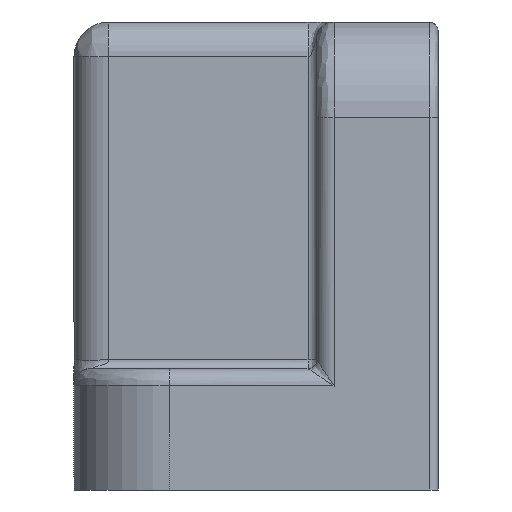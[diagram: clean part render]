
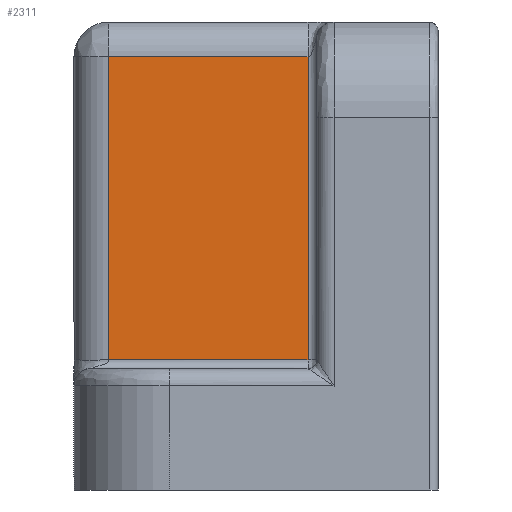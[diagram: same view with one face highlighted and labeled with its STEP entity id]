
A CAD part, front view. The second image highlights one B-rep face of the part: STEP entity #2311.
In plain terms, the highlighted planar face has unit normal (0, -1, 0).
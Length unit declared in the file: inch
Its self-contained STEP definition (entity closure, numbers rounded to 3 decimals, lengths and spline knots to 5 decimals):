
#85 = LINE ( 'NONE', #3247, #4665 ) ;
#150 = EDGE_CURVE ( 'NONE', #4208, #3056, #85, .T. ) ;
#245 = EDGE_LOOP ( 'NONE', ( #2863, #6286, #4470, #9783 ) ) ;
#354 = CARTESIAN_POINT ( 'NONE',  ( -0.41339, 0., 0.29528 ) ) ;
#1926 = VECTOR ( 'NONE', #3517, 39.37008 ) ;
#2169 = CARTESIAN_POINT ( 'NONE',  ( -0.41339, 0., 1.06299 ) ) ;
#2311 = ADVANCED_FACE ( 'NONE', ( #9968 ), #6033, .F. ) ;
#2537 = CARTESIAN_POINT ( 'NONE',  ( -0.33465, 0., 1.06299 ) ) ;
#2850 = DIRECTION ( 'NONE',  ( 0., 0., 1. ) ) ;
#2863 = ORIENTED_EDGE ( 'NONE', *, *, #4325, .F. ) ;
#2872 = EDGE_CURVE ( 'NONE', #4842, #4208, #3682, .T. ) ;
#2930 = VECTOR ( 'NONE', #9665, 39.37008 ) ;
#3056 = VERTEX_POINT ( 'NONE', #3256 ) ;
#3059 = DIRECTION ( 'NONE',  ( 0., 1., 0. ) ) ;
#3247 = CARTESIAN_POINT ( 'NONE',  ( 0.11811, 0., 1.06299 ) ) ;
#3256 = CARTESIAN_POINT ( 'NONE',  ( 0.11811, 0., 0.29528 ) ) ;
#3517 = DIRECTION ( 'NONE',  ( -1., 0., 0. ) ) ;
#3682 = LINE ( 'NONE', #5217, #7612 ) ;
#3991 = CARTESIAN_POINT ( 'NONE',  ( 0.11811, 0., 0.98425 ) ) ;
#4208 = VERTEX_POINT ( 'NONE', #3991 ) ;
#4325 = EDGE_CURVE ( 'NONE', #7367, #4842, #4338, .T. ) ;
#4338 = LINE ( 'NONE', #2537, #2930 ) ;
#4391 = EDGE_CURVE ( 'NONE', #3056, #7367, #5111, .T. ) ;
#4470 = ORIENTED_EDGE ( 'NONE', *, *, #150, .F. ) ;
#4665 = VECTOR ( 'NONE', #9542, 39.37008 ) ;
#4806 = CARTESIAN_POINT ( 'NONE',  ( -0.33465, 0., 0.29528 ) ) ;
#4842 = VERTEX_POINT ( 'NONE', #5943 ) ;
#5111 = LINE ( 'NONE', #354, #1926 ) ;
#5217 = CARTESIAN_POINT ( 'NONE',  ( -0.41339, 0., 0.98425 ) ) ;
#5943 = CARTESIAN_POINT ( 'NONE',  ( -0.33465, 0., 0.98425 ) ) ;
#6033 = PLANE ( 'NONE',  #6284 ) ;
#6092 = DIRECTION ( 'NONE',  ( 1., 0., 0. ) ) ;
#6284 = AXIS2_PLACEMENT_3D ( 'NONE', #2169, #3059, #2850 ) ;
#6286 = ORIENTED_EDGE ( 'NONE', *, *, #4391, .F. ) ;
#7367 = VERTEX_POINT ( 'NONE', #4806 ) ;
#7612 = VECTOR ( 'NONE', #6092, 39.37008 ) ;
#9542 = DIRECTION ( 'NONE',  ( 0., 0., -1. ) ) ;
#9665 = DIRECTION ( 'NONE',  ( 0., 0., 1. ) ) ;
#9783 = ORIENTED_EDGE ( 'NONE', *, *, #2872, .F. ) ;
#9968 = FACE_OUTER_BOUND ( 'NONE', #245, .T. ) ;
